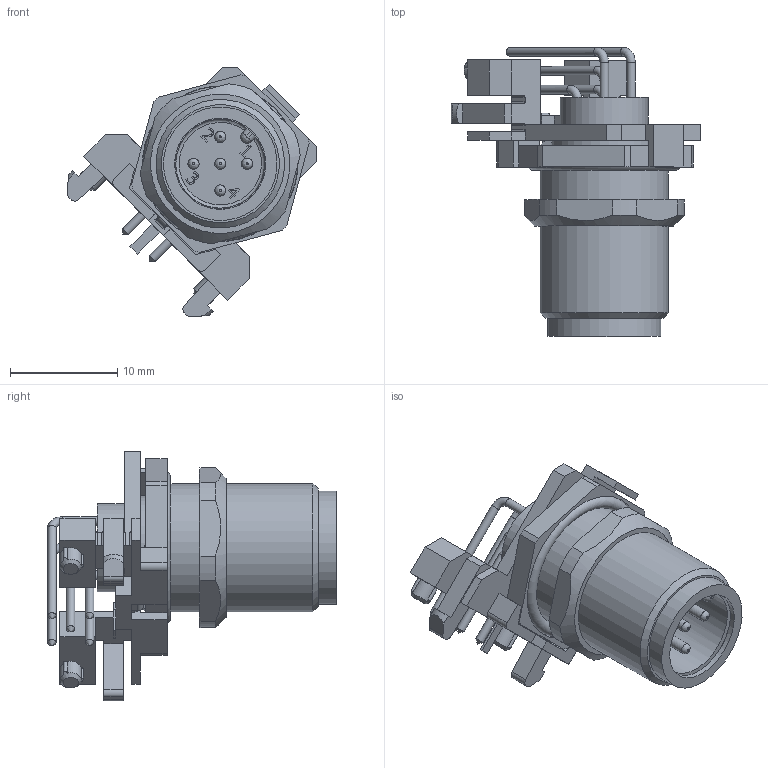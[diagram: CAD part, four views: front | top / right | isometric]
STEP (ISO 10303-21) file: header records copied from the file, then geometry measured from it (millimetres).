
FILE_DESCRIPTION(/* description */ (''),/* implementation_level */ '2;1');
FILE_NAME(/* name */ '43-01207_43K1A512.stp',/* time_stamp */ '2016-02-20T16:31:34+01:00',/* author */ ('Bodos'),/* organization */ (''),/* preprocessor_version */ 'ST-DEVELOPER v15.6',/* originating_system */ 'Autodesk Inventor 2015',/* authorisation */ '');
FILE_SCHEMA (('AUTOMOTIVE_DESIGN { 1 0 10303 214 3 1 1 }'));
Length unit declared in the file: centimetre
Products named in the file (1): 43K1A512
Bounding box: 23.31 x 26.96 x 23.31 mm (x, y, z)
Volume: 5.7 mm3; surface area: 4273.9 mm2
Topology: 11 solids, 14 shells, 386 faces, 1046 edges, 690 vertices
Faces by surface type: plane 208, cylinder 101, bspline 39, cone 27, torus 11
Full cylindrical faces by diameter (mm): 0.8 x8, 1 x10, 1.05 x5, 1.6 x5, 1.7 x5, 8.3 x1, 8.5 x1, 9.7 x1, 10 x2, 10.6 x1, 11.1 x1, 12 x3
Entity records: 12294 total; most frequent: CARTESIAN_POINT 2828, ORIENTED_EDGE 1850, DIRECTION 1759, EDGE_CURVE 922, VERTEX_POINT 644, AXIS2_PLACEMENT_3D 592, LINE 575, VECTOR 575
